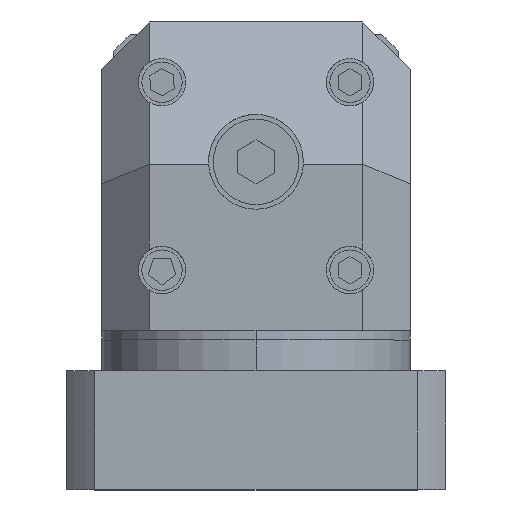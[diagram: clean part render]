
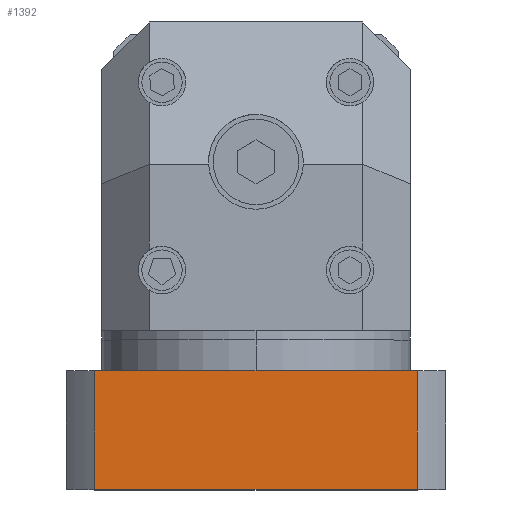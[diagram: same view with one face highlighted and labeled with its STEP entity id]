
A CAD part, top view. The second image highlights one B-rep face of the part: STEP entity #1392.
In plain terms, the highlighted planar face has unit normal (0, 0, 1).
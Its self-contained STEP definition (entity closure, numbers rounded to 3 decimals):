
#402 = AXIS2_PLACEMENT_3D ( 'NONE', #8176, #6403, #475 ) ;
#473 = VECTOR ( 'NONE', #6013, 1000. ) ;
#475 = DIRECTION ( 'NONE',  ( -1., 0., 0. ) ) ;
#563 = EDGE_CURVE ( 'NONE', #4663, #833, #1470, .T. ) ;
#833 = VERTEX_POINT ( 'NONE', #3368 ) ;
#1024 = EDGE_CURVE ( 'NONE', #833, #5567, #1775, .T. ) ;
#1146 = EDGE_CURVE ( 'NONE', #3978, #5567, #2514, .T. ) ;
#1363 = ORIENTED_EDGE ( 'NONE', *, *, #1024, .T. ) ;
#1392 = ADVANCED_FACE ( 'NONE', ( #5639 ), #7026, .F. ) ;
#1470 = LINE ( 'NONE', #8097, #3053 ) ;
#1703 = ORIENTED_EDGE ( 'NONE', *, *, #7974, .F. ) ;
#1775 = LINE ( 'NONE', #4675, #8412 ) ;
#2514 = LINE ( 'NONE', #5967, #473 ) ;
#2563 = DIRECTION ( 'NONE',  ( -1., 0., 0. ) ) ;
#2580 = CARTESIAN_POINT ( 'NONE',  ( -34.004, -41., 72.5 ) ) ;
#2652 = ORIENTED_EDGE ( 'NONE', *, *, #563, .T. ) ;
#3053 = VECTOR ( 'NONE', #6889, 1000. ) ;
#3368 = CARTESIAN_POINT ( 'NONE',  ( 34.004, -41., 72.5 ) ) ;
#3608 = VECTOR ( 'NONE', #2563, 1000. ) ;
#3978 = VERTEX_POINT ( 'NONE', #6805 ) ;
#4663 = VERTEX_POINT ( 'NONE', #7102 ) ;
#4675 = CARTESIAN_POINT ( 'NONE',  ( -34.004, -41., 72.5 ) ) ;
#4721 = DIRECTION ( 'NONE',  ( -1., 0., 0. ) ) ;
#5567 = VERTEX_POINT ( 'NONE', #2580 ) ;
#5639 = FACE_OUTER_BOUND ( 'NONE', #5783, .T. ) ;
#5783 = EDGE_LOOP ( 'NONE', ( #1363, #6444, #1703, #2652 ) ) ;
#5967 = CARTESIAN_POINT ( 'NONE',  ( -34.004, -66., 72.5 ) ) ;
#6013 = DIRECTION ( 'NONE',  ( 0., 1., 0. ) ) ;
#6396 = CARTESIAN_POINT ( 'NONE',  ( -34.004, -66., 72.5 ) ) ;
#6403 = DIRECTION ( 'NONE',  ( 0., 0., -1. ) ) ;
#6444 = ORIENTED_EDGE ( 'NONE', *, *, #1146, .F. ) ;
#6570 = LINE ( 'NONE', #6396, #3608 ) ;
#6805 = CARTESIAN_POINT ( 'NONE',  ( -34.004, -66., 72.5 ) ) ;
#6889 = DIRECTION ( 'NONE',  ( 0., 1., 0. ) ) ;
#7026 = PLANE ( 'NONE',  #402 ) ;
#7102 = CARTESIAN_POINT ( 'NONE',  ( 34.004, -66., 72.5 ) ) ;
#7974 = EDGE_CURVE ( 'NONE', #4663, #3978, #6570, .T. ) ;
#8097 = CARTESIAN_POINT ( 'NONE',  ( 34.004, -66., 72.5 ) ) ;
#8176 = CARTESIAN_POINT ( 'NONE',  ( -34.004, -66., 72.5 ) ) ;
#8412 = VECTOR ( 'NONE', #4721, 1000. ) ;
